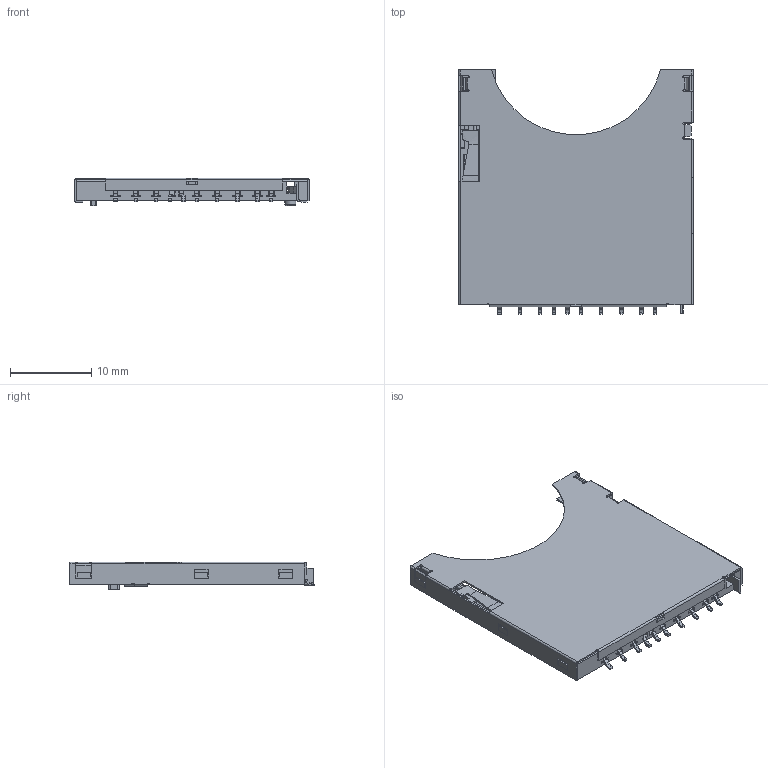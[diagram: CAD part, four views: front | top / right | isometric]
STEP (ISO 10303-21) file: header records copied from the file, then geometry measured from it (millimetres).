
FILE_DESCRIPTION(/* description */ ('Unknown'),/* implementation_level */ '2;1');
FILE_NAME(/* name */ '693061010911',/* time_stamp */ '2018-02-01T10:55:17+01:00',/* author */ ('Unknown'),/* organization */ ('Unknown'),/* preprocessor_version */ 'ST-DEVELOPER v16.7',/* originating_system */ 'DEX',/* authorisation */ $);
FILE_SCHEMA (('AUTOMOTIVE_DESIGN {1 0 10303 214 3 1 1}'));
Length unit declared in the file: millimetre
Products named in the file (11): 693061010911; 693061010911_RESSORT; 693061010911_PIN_MOY; 693061010911_COULISSEAU; 693061010911_AGRAPHE; 693061010911_PIN_SPE; 693061010911_PIN_DTE; 693061010911_PIN_LG; 693061010911_CACHE; 693061010911_PIN_GCH
Assembly tree (16 placements, depth 2):
  693061010911
    693061010911
    693061010911_RESSORT
    693061010911_PIN_MOY  x7
    693061010911_COULISSEAU
    693061010911_AGRAPHE
    693061010911_PIN_SPE
    693061010911_PIN_DTE
    693061010911_PIN_LG
    693061010911_CACHE
    693061010911_PIN_GCH
Bounding box: 28.8 x 30.05 x 3.4 mm (x, y, z)
Volume: 609.6 mm3; surface area: 3858.4 mm2
Topology: 16 solids, 16 shells, 1052 faces, 2996 edges, 1930 vertices
Faces by surface type: plane 757, cylinder 245, bspline 38, sphere 6, torus 3, cone 3
Full cylindrical faces by diameter (mm): 0.3 x3, 0.35 x1, 0.8 x1, 1.35 x1
Entity records: 29758 total; most frequent: CARTESIAN_POINT 6844, ORIENTED_EDGE 4612, DIRECTION 4161, EDGE_CURVE 2306, LINE 1955, VECTOR 1955, VERTEX_POINT 1495, AXIS2_PLACEMENT_3D 1103
